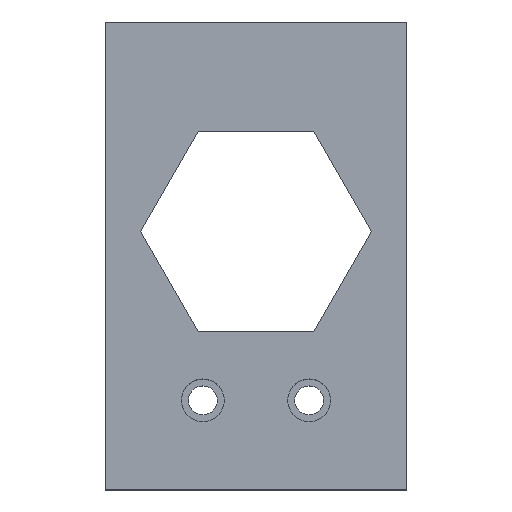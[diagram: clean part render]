
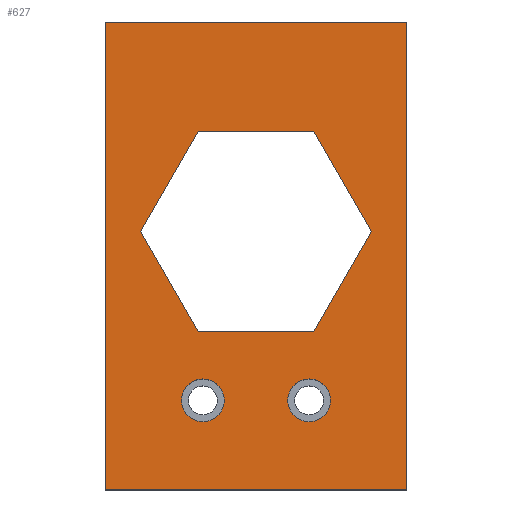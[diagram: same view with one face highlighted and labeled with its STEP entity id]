
A CAD part, top view. The second image highlights one B-rep face of the part: STEP entity #627.
In plain terms, the highlighted planar face has unit normal (0, 0, 1).
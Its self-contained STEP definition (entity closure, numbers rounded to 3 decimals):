
#9 = EDGE_CURVE ( 'NONE', #672, #930, #757, .T. ) ;
#20 = EDGE_CURVE ( 'NONE', #825, #204, #891, .T. ) ;
#24 = CIRCLE ( 'NONE', #592, 1.85 ) ;
#28 = CARTESIAN_POINT ( 'NONE',  ( -2.877, 26.543, 10. ) ) ;
#44 = VERTEX_POINT ( 'NONE', #698 ) ;
#47 = LINE ( 'NONE', #61, #77 ) ;
#49 = DIRECTION ( 'NONE',  ( -0.5, -0.866, 0. ) ) ;
#61 = CARTESIAN_POINT ( 'NONE',  ( -20.477, 18.793, 10. ) ) ;
#67 = CARTESIAN_POINT ( 'NONE',  ( 5.523, 59.293, 10. ) ) ;
#69 = CARTESIAN_POINT ( 'NONE',  ( 2.523, 41.132, 10. ) ) ;
#77 = VECTOR ( 'NONE', #358, 1000. ) ;
#81 = VERTEX_POINT ( 'NONE', #465 ) ;
#82 = LINE ( 'NONE', #244, #985 ) ;
#89 = LINE ( 'NONE', #391, #577 ) ;
#98 = EDGE_CURVE ( 'NONE', #81, #583, #988, .T. ) ;
#100 = VERTEX_POINT ( 'NONE', #395 ) ;
#104 = CARTESIAN_POINT ( 'NONE',  ( -1.027, 26.543, 10. ) ) ;
#106 = VERTEX_POINT ( 'NONE', #542 ) ;
#133 = ORIENTED_EDGE ( 'NONE', *, *, #855, .F. ) ;
#138 = DIRECTION ( 'NONE',  ( -1., 0., 0. ) ) ;
#147 = FACE_OUTER_BOUND ( 'NONE', #179, .T. ) ;
#162 = CARTESIAN_POINT ( 'NONE',  ( 5.523, 18.793, 10. ) ) ;
#164 = DIRECTION ( 'NONE',  ( 0., 0., 1. ) ) ;
#171 = VECTOR ( 'NONE', #762, 1000. ) ;
#172 = AXIS2_PLACEMENT_3D ( 'NONE', #28, #265, #867 ) ;
#179 = EDGE_LOOP ( 'NONE', ( #571, #957, #350, #490 ) ) ;
#194 = ORIENTED_EDGE ( 'NONE', *, *, #9, .F. ) ;
#204 = VERTEX_POINT ( 'NONE', #104 ) ;
#211 = ORIENTED_EDGE ( 'NONE', *, *, #392, .F. ) ;
#219 = VERTEX_POINT ( 'NONE', #418 ) ;
#231 = DIRECTION ( 'NONE',  ( 1., 0., 0. ) ) ;
#244 = CARTESIAN_POINT ( 'NONE',  ( -12.477, 32.472, 10. ) ) ;
#247 = EDGE_CURVE ( 'NONE', #44, #81, #47, .T. ) ;
#265 = DIRECTION ( 'NONE',  ( 0., 0., 1. ) ) ;
#268 = LINE ( 'NONE', #491, #561 ) ;
#301 = PLANE ( 'NONE',  #337 ) ;
#312 = LINE ( 'NONE', #775, #372 ) ;
#332 = DIRECTION ( 'NONE',  ( -1., 0., 0. ) ) ;
#337 = AXIS2_PLACEMENT_3D ( 'NONE', #759, #907, #382 ) ;
#350 = ORIENTED_EDGE ( 'NONE', *, *, #377, .T. ) ;
#358 = DIRECTION ( 'NONE',  ( 1., 0., 0. ) ) ;
#370 = CARTESIAN_POINT ( 'NONE',  ( -17.477, 41.132, 10. ) ) ;
#372 = VECTOR ( 'NONE', #401, 1000. ) ;
#377 = EDGE_CURVE ( 'NONE', #635, #44, #664, .T. ) ;
#382 = DIRECTION ( 'NONE',  ( -1., 0., 0. ) ) ;
#383 = EDGE_CURVE ( 'NONE', #106, #440, #821, .T. ) ;
#384 = DIRECTION ( 'NONE',  ( 0.5, -0.866, 0. ) ) ;
#389 = CARTESIAN_POINT ( 'NONE',  ( -12.077, 26.543, 10. ) ) ;
#391 = CARTESIAN_POINT ( 'NONE',  ( -2.477, 32.472, 10. ) ) ;
#392 = EDGE_CURVE ( 'NONE', #961, #219, #82, .T. ) ;
#395 = CARTESIAN_POINT ( 'NONE',  ( -10.227, 26.543, 10. ) ) ;
#401 = DIRECTION ( 'NONE',  ( -0.5, 0.866, 0. ) ) ;
#411 = ORIENTED_EDGE ( 'NONE', *, *, #20, .F. ) ;
#417 = DIRECTION ( 'NONE',  ( 0., 0., 1. ) ) ;
#418 = CARTESIAN_POINT ( 'NONE',  ( -12.477, 32.472, 10. ) ) ;
#427 = EDGE_CURVE ( 'NONE', #219, #106, #89, .T. ) ;
#435 = VERTEX_POINT ( 'NONE', #766 ) ;
#440 = VERTEX_POINT ( 'NONE', #768 ) ;
#445 = EDGE_CURVE ( 'NONE', #100, #435, #968, .T. ) ;
#446 = DIRECTION ( 'NONE',  ( 1., 0., 0. ) ) ;
#449 = FACE_BOUND ( 'NONE', #717, .T. ) ;
#463 = VECTOR ( 'NONE', #332, 1000. ) ;
#465 = CARTESIAN_POINT ( 'NONE',  ( 5.523, 18.793, 10. ) ) ;
#469 = DIRECTION ( 'NONE',  ( 0., 1., 0. ) ) ;
#470 = CARTESIAN_POINT ( 'NONE',  ( -2.477, 49.793, 10. ) ) ;
#472 = EDGE_CURVE ( 'NONE', #440, #672, #312, .T. ) ;
#490 = ORIENTED_EDGE ( 'NONE', *, *, #247, .T. ) ;
#491 = CARTESIAN_POINT ( 'NONE',  ( -17.477, 41.132, 10. ) ) ;
#501 = ORIENTED_EDGE ( 'NONE', *, *, #530, .F. ) ;
#518 = ORIENTED_EDGE ( 'NONE', *, *, #544, .F. ) ;
#526 = CARTESIAN_POINT ( 'NONE',  ( -12.477, 49.793, 10. ) ) ;
#528 = FACE_BOUND ( 'NONE', #798, .T. ) ;
#529 = ORIENTED_EDGE ( 'NONE', *, *, #472, .F. ) ;
#530 = EDGE_CURVE ( 'NONE', #204, #825, #969, .T. ) ;
#537 = ORIENTED_EDGE ( 'NONE', *, *, #427, .F. ) ;
#542 = CARTESIAN_POINT ( 'NONE',  ( -2.477, 32.472, 10. ) ) ;
#544 = EDGE_CURVE ( 'NONE', #435, #100, #24, .T. ) ;
#547 = AXIS2_PLACEMENT_3D ( 'NONE', #389, #164, #231 ) ;
#559 = VECTOR ( 'NONE', #469, 1000. ) ;
#561 = VECTOR ( 'NONE', #49, 1000. ) ;
#571 = ORIENTED_EDGE ( 'NONE', *, *, #98, .T. ) ;
#577 = VECTOR ( 'NONE', #689, 1000. ) ;
#583 = VERTEX_POINT ( 'NONE', #67 ) ;
#586 = DIRECTION ( 'NONE',  ( 0.5, 0.866, 0. ) ) ;
#591 = CARTESIAN_POINT ( 'NONE',  ( -20.477, 18.793, 10. ) ) ;
#592 = AXIS2_PLACEMENT_3D ( 'NONE', #668, #417, #727 ) ;
#620 = ORIENTED_EDGE ( 'NONE', *, *, #445, .F. ) ;
#627 = ADVANCED_FACE ( 'NONE', ( #147, #528, #829, #449 ), #301, .F. ) ;
#635 = VERTEX_POINT ( 'NONE', #835 ) ;
#652 = AXIS2_PLACEMENT_3D ( 'NONE', #979, #822, #446 ) ;
#664 = LINE ( 'NONE', #591, #171 ) ;
#668 = CARTESIAN_POINT ( 'NONE',  ( -12.077, 26.543, 10. ) ) ;
#672 = VERTEX_POINT ( 'NONE', #470 ) ;
#689 = DIRECTION ( 'NONE',  ( 1., 0., 0. ) ) ;
#698 = CARTESIAN_POINT ( 'NONE',  ( -20.477, 18.793, 10. ) ) ;
#717 = EDGE_LOOP ( 'NONE', ( #620, #518 ) ) ;
#725 = CARTESIAN_POINT ( 'NONE',  ( -4.727, 26.543, 10. ) ) ;
#727 = DIRECTION ( 'NONE',  ( 1., 0., 0. ) ) ;
#735 = VECTOR ( 'NONE', #138, 1000. ) ;
#750 = EDGE_CURVE ( 'NONE', #583, #635, #784, .T. ) ;
#757 = LINE ( 'NONE', #526, #735 ) ;
#759 = CARTESIAN_POINT ( 'NONE',  ( 0., 0., 10. ) ) ;
#761 = EDGE_LOOP ( 'NONE', ( #501, #411 ) ) ;
#762 = DIRECTION ( 'NONE',  ( 0., -1., 0. ) ) ;
#766 = CARTESIAN_POINT ( 'NONE',  ( -13.927, 26.543, 10. ) ) ;
#768 = CARTESIAN_POINT ( 'NONE',  ( 2.523, 41.132, 10. ) ) ;
#775 = CARTESIAN_POINT ( 'NONE',  ( -2.477, 49.793, 10. ) ) ;
#777 = CARTESIAN_POINT ( 'NONE',  ( -20.477, 59.293, 10. ) ) ;
#784 = LINE ( 'NONE', #777, #463 ) ;
#796 = CARTESIAN_POINT ( 'NONE',  ( -12.477, 49.793, 10. ) ) ;
#798 = EDGE_LOOP ( 'NONE', ( #194, #529, #830, #537, #211, #133 ) ) ;
#821 = LINE ( 'NONE', #69, #877 ) ;
#822 = DIRECTION ( 'NONE',  ( 0., 0., 1. ) ) ;
#825 = VERTEX_POINT ( 'NONE', #725 ) ;
#829 = FACE_BOUND ( 'NONE', #761, .T. ) ;
#830 = ORIENTED_EDGE ( 'NONE', *, *, #383, .F. ) ;
#835 = CARTESIAN_POINT ( 'NONE',  ( -20.477, 59.293, 10. ) ) ;
#855 = EDGE_CURVE ( 'NONE', #930, #961, #268, .T. ) ;
#867 = DIRECTION ( 'NONE',  ( 1., 0., 0. ) ) ;
#877 = VECTOR ( 'NONE', #586, 1000. ) ;
#891 = CIRCLE ( 'NONE', #652, 1.85 ) ;
#907 = DIRECTION ( 'NONE',  ( 0., 0., -1. ) ) ;
#930 = VERTEX_POINT ( 'NONE', #796 ) ;
#957 = ORIENTED_EDGE ( 'NONE', *, *, #750, .T. ) ;
#961 = VERTEX_POINT ( 'NONE', #370 ) ;
#968 = CIRCLE ( 'NONE', #547, 1.85 ) ;
#969 = CIRCLE ( 'NONE', #172, 1.85 ) ;
#979 = CARTESIAN_POINT ( 'NONE',  ( -2.877, 26.543, 10. ) ) ;
#985 = VECTOR ( 'NONE', #384, 1000. ) ;
#988 = LINE ( 'NONE', #162, #559 ) ;
